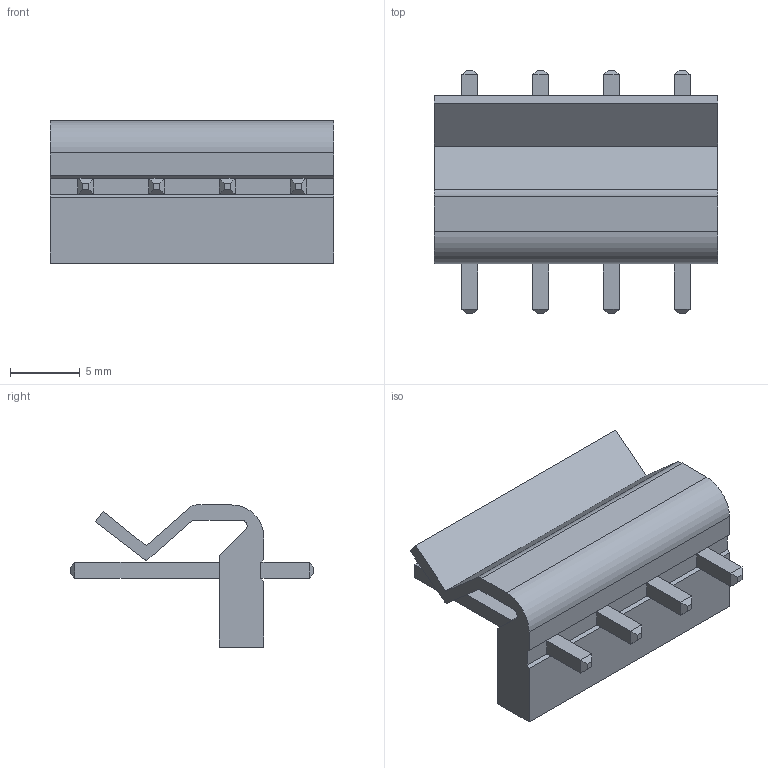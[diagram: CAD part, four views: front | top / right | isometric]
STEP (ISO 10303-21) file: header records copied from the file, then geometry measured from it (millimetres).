
FILE_DESCRIPTION(/* description */ ('Alibre Inc.'),/* implementation_level */ '2;1');
FILE_NAME(/* name */ 'export0',/* time_stamp */ '2012-10-21T14:15:01+03:00',/* author */ (''),/* organization */ (''),/* preprocessor_version */ 'ST-DEVELOPER v14',/* originating_system */ 'Alibre',/* authorisation */ '');
FILE_SCHEMA (('AUTOMOTIVE_DESIGN'));
Length unit declared in the file: centimetre
Bounding box: 20.32 x 17.5 x 10.2 mm (x, y, z)
Volume: 841.2 mm3; surface area: 1339 mm2
Topology: 1 solids, 1 shells, 93 faces, 217 edges, 134 vertices
Faces by surface type: plane 89, cylinder 4
Entity records: 2468 total; most frequent: ORIENTED_EDGE 434, CARTESIAN_POINT 412, DIRECTION 290, EDGE_CURVE 217, VECTOR 193, LINE 193, VERTEX_POINT 134, EDGE_LOOP 101
